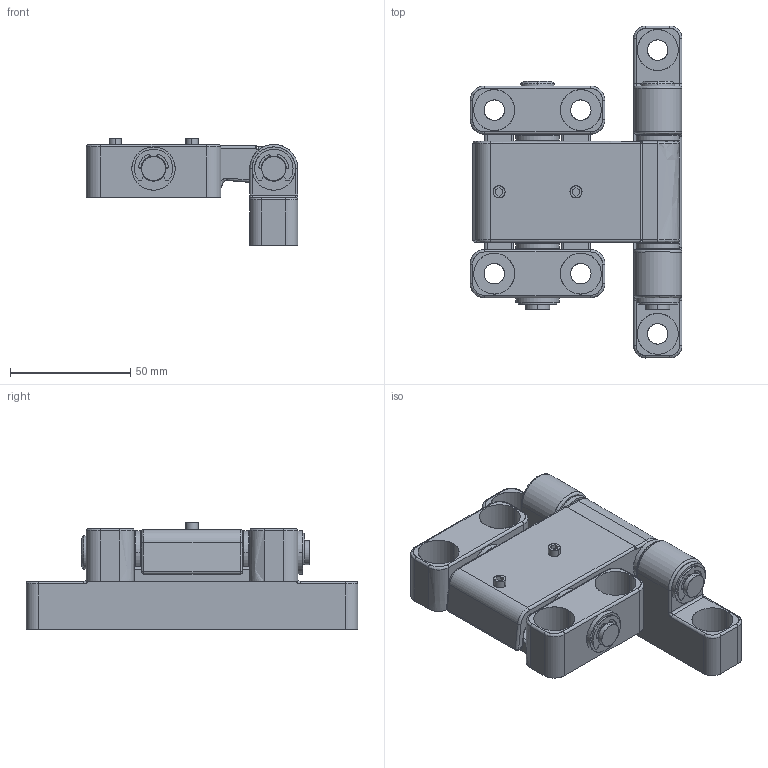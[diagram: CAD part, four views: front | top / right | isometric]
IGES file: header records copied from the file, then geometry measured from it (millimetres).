
Start section: SolidWorks IGES file using analytic representation for surfaces
Global section: file name: 61543-B000_.IGS; native system: SolidWorks 2021; preprocessor: SolidWorks 2021; author: 0850ay; date: 231228.151606; units: millimetre
Bounding box: 88 x 138 x 44.5 mm (x, y, z)
Surface area: 71719.3 mm2 (no closed solid volume)
Topology: 0 solids, 0 shells, 669 faces, 8859 edges, 8840 vertices
Faces by surface type: revolution 375, bspline 294
